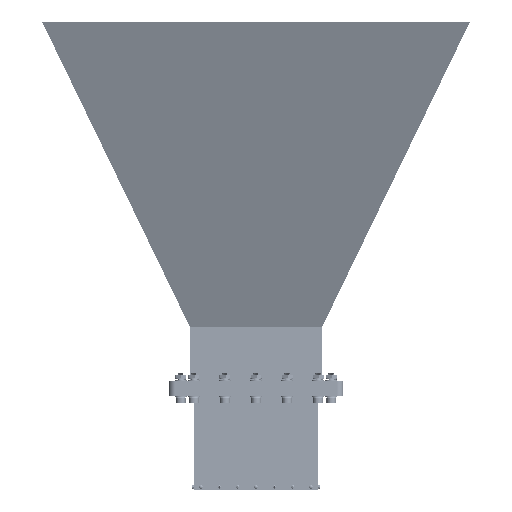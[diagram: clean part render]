
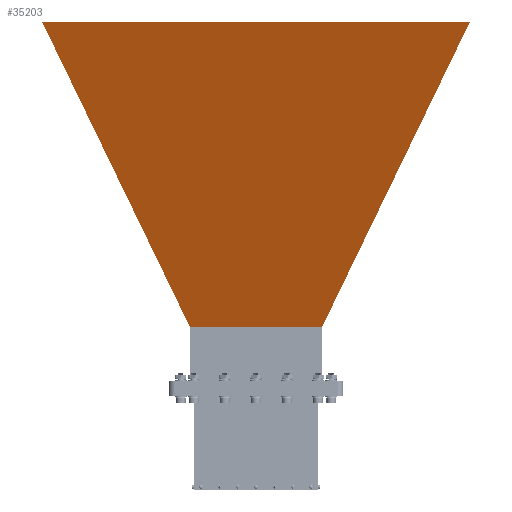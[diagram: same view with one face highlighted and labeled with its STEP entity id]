
A CAD part, front view. The second image highlights one B-rep face of the part: STEP entity #35203.
In plain terms, the highlighted face is planar.
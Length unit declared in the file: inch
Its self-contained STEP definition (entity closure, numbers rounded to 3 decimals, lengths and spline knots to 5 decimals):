
#446 = VECTOR ( 'NONE', #9365, 39.37008 ) ;
#821 = VECTOR ( 'NONE', #3235, 39.37008 ) ;
#1115 = EDGE_CURVE ( 'NONE', #3725, #16833, #29373, .T. ) ;
#1704 = DIRECTION ( 'NONE',  ( 0., 0., -1. ) ) ;
#3235 = DIRECTION ( 'NONE',  ( 0.856, -0.31, -0.414 ) ) ;
#3725 = VERTEX_POINT ( 'NONE', #37391 ) ;
#3963 = VERTEX_POINT ( 'NONE', #13331 ) ;
#4009 = LINE ( 'NONE', #23674, #11566 ) ;
#7621 = EDGE_CURVE ( 'NONE', #16833, #3963, #10907, .T. ) ;
#9365 = DIRECTION ( 'NONE',  ( 0.856, -0.31, 0.414 ) ) ;
#9696 = AXIS2_PLACEMENT_3D ( 'NONE', #27510, #21718, #24799 ) ;
#10907 = LINE ( 'NONE', #16299, #35635 ) ;
#11566 = VECTOR ( 'NONE', #36086, 39.37008 ) ;
#11752 = EDGE_CURVE ( 'NONE', #3725, #37090, #4009, .T. ) ;
#13072 = FACE_OUTER_BOUND ( 'NONE', #18573, .T. ) ;
#13331 = CARTESIAN_POINT ( 'NONE',  ( 23.62205, -9.44882, -13.77953 ) ) ;
#15516 = CARTESIAN_POINT ( 'NONE',  ( 3.93701, -2.3187, -4.2437 ) ) ;
#16032 = ORIENTED_EDGE ( 'NONE', *, *, #11752, .T. ) ;
#16299 = CARTESIAN_POINT ( 'NONE',  ( 23.62205, -9.44882, 13.77953 ) ) ;
#16833 = VERTEX_POINT ( 'NONE', #18646 ) ;
#18474 = ORIENTED_EDGE ( 'NONE', *, *, #1115, .F. ) ;
#18477 = PLANE ( 'NONE',  #9696 ) ;
#18573 = EDGE_LOOP ( 'NONE', ( #21885, #37578, #18474, #16032 ) ) ;
#18646 = CARTESIAN_POINT ( 'NONE',  ( 23.62205, -9.44882, 13.77953 ) ) ;
#21718 = DIRECTION ( 'NONE',  ( 0.341, 0.94, 0. ) ) ;
#21885 = ORIENTED_EDGE ( 'NONE', *, *, #25501, .T. ) ;
#23674 = CARTESIAN_POINT ( 'NONE',  ( 3.93701, -2.3187, 0. ) ) ;
#23978 = CARTESIAN_POINT ( 'NONE',  ( 3.93701, -2.3187, 4.2437 ) ) ;
#24799 = DIRECTION ( 'NONE',  ( -0.94, 0.341, 0. ) ) ;
#25501 = EDGE_CURVE ( 'NONE', #37090, #3963, #29569, .T. ) ;
#26876 = CARTESIAN_POINT ( 'NONE',  ( 3.93701, -2.3187, -4.2437 ) ) ;
#27510 = CARTESIAN_POINT ( 'NONE',  ( -0.28584, -0.78914, 0. ) ) ;
#29373 = LINE ( 'NONE', #23978, #446 ) ;
#29569 = LINE ( 'NONE', #26876, #821 ) ;
#35203 = ADVANCED_FACE ( 'NONE', ( #13072 ), #18477, .F. ) ;
#35635 = VECTOR ( 'NONE', #1704, 39.37008 ) ;
#36086 = DIRECTION ( 'NONE',  ( 0., 0., -1. ) ) ;
#37090 = VERTEX_POINT ( 'NONE', #15516 ) ;
#37391 = CARTESIAN_POINT ( 'NONE',  ( 3.93701, -2.3187, 4.2437 ) ) ;
#37578 = ORIENTED_EDGE ( 'NONE', *, *, #7621, .F. ) ;
